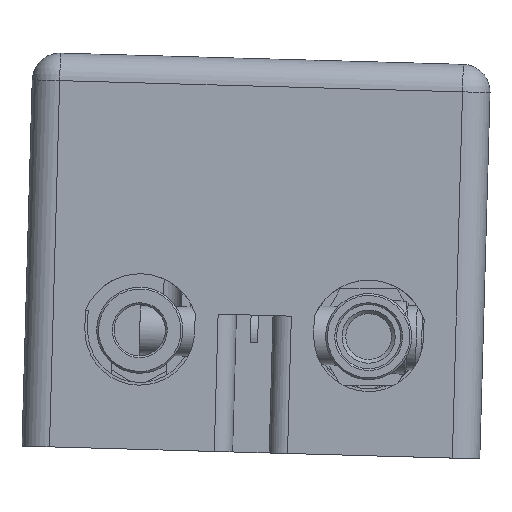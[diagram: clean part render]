
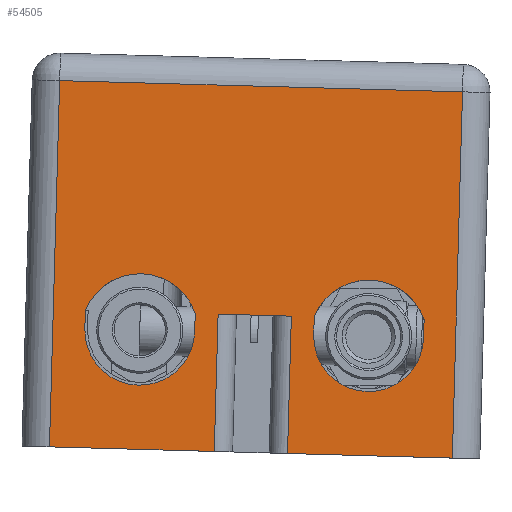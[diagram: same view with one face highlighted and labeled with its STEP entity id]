
A CAD part, front view. The second image highlights one B-rep face of the part: STEP entity #54505.
In plain terms, the highlighted planar face has unit normal (0, -1, 0).
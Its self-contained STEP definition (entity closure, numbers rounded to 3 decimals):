
#452=FACE_BOUND('',#7864,.T.);
#453=FACE_BOUND('',#7865,.T.);
#4772=FACE_OUTER_BOUND('',#7863,.T.);
#7863=EDGE_LOOP('',(#48574,#48575,#48576,#48577,#48578,#48579,#48580,#48581));
#7864=EDGE_LOOP('',(#48582,#48583,#48584,#48585));
#7865=EDGE_LOOP('',(#48586,#48587,#48588,#48589));
#7988=CIRCLE('',#54973,3.2);
#7991=CIRCLE('',#54987,3.2);
#9458=CIRCLE('',#58728,3.);
#9462=CIRCLE('',#58742,3.);
#10406=LINE('',#79264,#15905);
#10519=LINE('',#79688,#16018);
#14897=LINE('',#93961,#20396);
#14900=LINE('',#93969,#20399);
#14903=LINE('',#93980,#20402);
#14905=LINE('',#93985,#20404);
#14915=LINE('',#94005,#20414);
#14916=LINE('',#94008,#20415);
#14924=LINE('',#94027,#20423);
#14927=LINE('',#94031,#20426);
#14942=LINE('',#94072,#20441);
#14951=LINE('',#94100,#20450);
#15905=VECTOR('',#60480,4.);
#16018=VECTOR('',#60831,22.);
#20396=VECTOR('',#72553,7.5);
#20399=VECTOR('',#72562,9.);
#20402=VECTOR('',#72571,9.);
#20404=VECTOR('',#72577,7.5);
#20414=VECTOR('',#72597,20.);
#20415=VECTOR('',#72600,1.);
#20423=VECTOR('',#72618,1.);
#20426=VECTOR('',#72623,20.);
#20441=VECTOR('',#72676,1.);
#20450=VECTOR('',#72719,1.);
#21456=VERTEX_POINT('',#79258);
#21458=VERTEX_POINT('',#79262);
#21532=VERTEX_POINT('',#79581);
#21533=VERTEX_POINT('',#79583);
#21544=VERTEX_POINT('',#79623);
#21545=VERTEX_POINT('',#79625);
#21563=VERTEX_POINT('',#79680);
#21566=VERTEX_POINT('',#79687);
#25467=VERTEX_POINT('',#93960);
#25469=VERTEX_POINT('',#93968);
#25473=VERTEX_POINT('',#93977);
#25474=VERTEX_POINT('',#93979);
#25481=VERTEX_POINT('',#94007);
#25487=VERTEX_POINT('',#94026);
#25494=VERTEX_POINT('',#94070);
#25496=VERTEX_POINT('',#94096);
#26964=EDGE_CURVE('',#21458,#21456,#10406,.T.);
#27080=EDGE_CURVE('',#21533,#21532,#7988,.T.);
#27102=EDGE_CURVE('',#21545,#21544,#7991,.T.);
#27132=EDGE_CURVE('',#21563,#21566,#10519,.T.);
#33121=EDGE_CURVE('',#21456,#25467,#14897,.T.);
#33125=EDGE_CURVE('',#25467,#25469,#14900,.T.);
#33131=EDGE_CURVE('',#25473,#25474,#14903,.T.);
#33134=EDGE_CURVE('',#25474,#21458,#14905,.T.);
#33144=EDGE_CURVE('',#25473,#21566,#14915,.T.);
#33145=EDGE_CURVE('',#25481,#21545,#14916,.T.);
#33155=EDGE_CURVE('',#25487,#21533,#14924,.T.);
#33158=EDGE_CURVE('',#25469,#21563,#14927,.T.);
#33177=EDGE_CURVE('',#21544,#25494,#14942,.T.);
#33178=EDGE_CURVE('',#25494,#25481,#9458,.T.);
#33189=EDGE_CURVE('',#25496,#25487,#9462,.T.);
#33191=EDGE_CURVE('',#21532,#25496,#14951,.T.);
#48574=ORIENTED_EDGE('',*,*,#33144,.T.);
#48575=ORIENTED_EDGE('',*,*,#27132,.F.);
#48576=ORIENTED_EDGE('',*,*,#33158,.F.);
#48577=ORIENTED_EDGE('',*,*,#33125,.F.);
#48578=ORIENTED_EDGE('',*,*,#33121,.F.);
#48579=ORIENTED_EDGE('',*,*,#26964,.F.);
#48580=ORIENTED_EDGE('',*,*,#33134,.F.);
#48581=ORIENTED_EDGE('',*,*,#33131,.F.);
#48582=ORIENTED_EDGE('',*,*,#33177,.T.);
#48583=ORIENTED_EDGE('',*,*,#33178,.T.);
#48584=ORIENTED_EDGE('',*,*,#33145,.T.);
#48585=ORIENTED_EDGE('',*,*,#27102,.T.);
#48586=ORIENTED_EDGE('',*,*,#33191,.T.);
#48587=ORIENTED_EDGE('',*,*,#33189,.T.);
#48588=ORIENTED_EDGE('',*,*,#33155,.T.);
#48589=ORIENTED_EDGE('',*,*,#27080,.T.);
#50419=PLANE('',#58759);
#54505=ADVANCED_FACE('',(#4772,#452,#453),#50419,.T.);
#54973=AXIS2_PLACEMENT_3D('',#79584,#60717,#60718);
#54987=AXIS2_PLACEMENT_3D('',#79626,#60761,#60762);
#58728=AXIS2_PLACEMENT_3D('',#94074,#72679,#72680);
#58742=AXIS2_PLACEMENT_3D('',#94097,#72714,#72715);
#58759=AXIS2_PLACEMENT_3D('',#94124,#72758,#72759);
#60480=DIRECTION('',(-1.,0.,0.028));
#60717=DIRECTION('center_axis',(0.,1.,0.));
#60718=DIRECTION('ref_axis',(-0.927,0.,0.374));
#60761=DIRECTION('center_axis',(0.,1.,0.));
#60762=DIRECTION('ref_axis',(0.947,0.,0.322));
#60831=DIRECTION('',(1.,0.,-0.028));
#72553=DIRECTION('',(-0.028,0.,-1.));
#72562=DIRECTION('',(-1.,0.,0.028));
#72571=DIRECTION('',(-1.,0.,0.028));
#72577=DIRECTION('',(0.028,0.,1.));
#72597=DIRECTION('',(0.028,0.,1.));
#72600=DIRECTION('',(0.028,0.,1.));
#72618=DIRECTION('',(0.028,0.,1.));
#72623=DIRECTION('',(0.028,0.,1.));
#72676=DIRECTION('',(-0.028,0.,-1.));
#72679=DIRECTION('center_axis',(0.,1.,0.));
#72680=DIRECTION('ref_axis',(1.,0.,-0.028));
#72714=DIRECTION('center_axis',(0.,1.,0.));
#72715=DIRECTION('ref_axis',(-1.,0.,0.028));
#72719=DIRECTION('',(-0.028,0.,-1.));
#72758=DIRECTION('center_axis',(0.,-1.,0.));
#72759=DIRECTION('ref_axis',(-0.028,0.,-1.));
#79258=CARTESIAN_POINT('',(-9.572,-23.077,51.991));
#79262=CARTESIAN_POINT('',(-5.574,-23.077,51.879));
#79264=CARTESIAN_POINT('',(4.922,-23.077,51.586));
#79581=CARTESIAN_POINT('',(-10.822,-23.077,52.026));
#79583=CARTESIAN_POINT('',(-16.819,-23.077,52.193));
#79584=CARTESIAN_POINT('Origin',(-13.852,-23.077,50.996));
#79623=CARTESIAN_POINT('',(1.673,-23.077,51.677));
#79625=CARTESIAN_POINT('',(-4.324,-23.077,51.844));
#79626=CARTESIAN_POINT('Origin',(-1.356,-23.077,50.647));
#79680=CARTESIAN_POINT('',(-18.22,-23.077,64.737));
#79687=CARTESIAN_POINT('',(3.772,-23.077,64.123));
#79688=CARTESIAN_POINT('',(-0.976,-23.077,64.256));
#93960=CARTESIAN_POINT('',(-9.782,-23.077,44.494));
#93961=CARTESIAN_POINT('',(-9.663,-23.077,48.742));
#93968=CARTESIAN_POINT('',(-18.778,-23.077,44.745));
#93969=CARTESIAN_POINT('',(3.213,-23.077,44.131));
#93977=CARTESIAN_POINT('',(3.213,-23.077,44.131));
#93979=CARTESIAN_POINT('',(-5.783,-23.077,44.382));
#93980=CARTESIAN_POINT('',(3.213,-23.077,44.131));
#93985=CARTESIAN_POINT('',(-5.664,-23.077,48.63));
#94005=CARTESIAN_POINT('',(3.213,-23.077,44.131));
#94007=CARTESIAN_POINT('',(-4.352,-23.077,50.845));
#94008=CARTESIAN_POINT('',(-4.443,-23.077,47.596));
#94026=CARTESIAN_POINT('',(-16.847,-23.077,51.194));
#94027=CARTESIAN_POINT('',(-16.91,-23.077,48.945));
#94031=CARTESIAN_POINT('',(-18.778,-23.077,44.745));
#94070=CARTESIAN_POINT('',(1.646,-23.077,50.677));
#94072=CARTESIAN_POINT('',(1.583,-23.077,48.428));
#94074=CARTESIAN_POINT('Origin',(-1.353,-23.077,50.761));
#94096=CARTESIAN_POINT('',(-10.85,-23.077,51.026));
#94097=CARTESIAN_POINT('Origin',(-13.848,-23.077,51.11));
#94100=CARTESIAN_POINT('',(-10.94,-23.077,47.777));
#94124=CARTESIAN_POINT('Origin',(3.213,-23.077,44.131));
